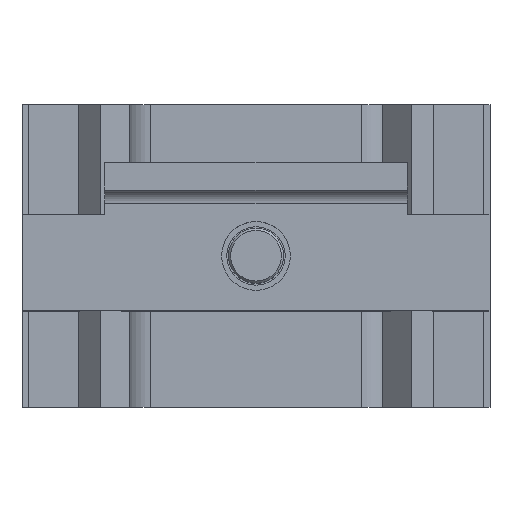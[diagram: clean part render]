
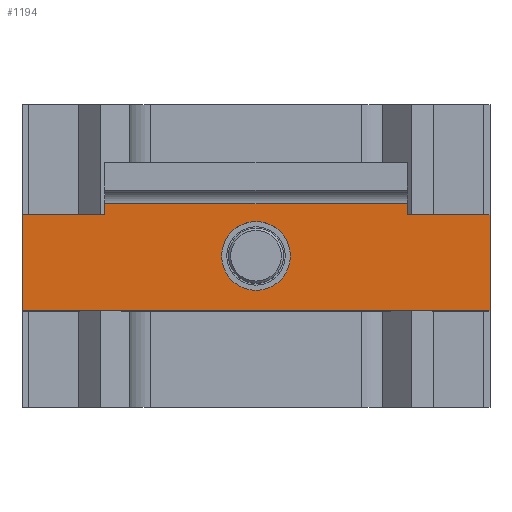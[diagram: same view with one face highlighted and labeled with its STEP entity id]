
A CAD part, top view. The second image highlights one B-rep face of the part: STEP entity #1194.
In plain terms, the highlighted planar face has unit normal (0, 0, 1).
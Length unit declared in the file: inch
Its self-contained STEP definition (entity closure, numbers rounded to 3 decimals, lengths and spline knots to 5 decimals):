
#15 = AXIS2_PLACEMENT_3D ( 'NONE', #513, #1835, #1002 ) ;
#34 = LINE ( 'NONE', #1657, #1664 ) ;
#35 = VERTEX_POINT ( 'NONE', #1164 ) ;
#96 = EDGE_CURVE ( 'NONE', #1789, #265, #1792, .T. ) ;
#100 = DIRECTION ( 'NONE',  ( -1., 0., 0. ) ) ;
#130 = DIRECTION ( 'NONE',  ( 1., 0., 0. ) ) ;
#248 = CARTESIAN_POINT ( 'NONE',  ( -0.6875, 0.238, 0.4075 ) ) ;
#265 = VERTEX_POINT ( 'NONE', #856 ) ;
#282 = DIRECTION ( 'NONE',  ( 0., 0., -1. ) ) ;
#300 = EDGE_CURVE ( 'NONE', #794, #2020, #384, .T. ) ;
#309 = EDGE_LOOP ( 'NONE', ( #453 ) ) ;
#338 = DIRECTION ( 'NONE',  ( 0., -1., 0. ) ) ;
#358 = CARTESIAN_POINT ( 'NONE',  ( 0., -0.15625, 0.4075 ) ) ;
#384 = LINE ( 'NONE', #696, #924 ) ;
#387 = CARTESIAN_POINT ( 'NONE',  ( -1.0625, 0.187, 0.4075 ) ) ;
#390 = ORIENTED_EDGE ( 'NONE', *, *, #1365, .T. ) ;
#453 = ORIENTED_EDGE ( 'NONE', *, *, #716, .T. ) ;
#481 = CARTESIAN_POINT ( 'NONE',  ( -0.6875, 0.187, 0.4075 ) ) ;
#483 = ORIENTED_EDGE ( 'NONE', *, *, #788, .T. ) ;
#513 = CARTESIAN_POINT ( 'NONE',  ( 1.0625, -0.25, 0.4075 ) ) ;
#536 = VERTEX_POINT ( 'NONE', #358 ) ;
#596 = VECTOR ( 'NONE', #100, 39.37008 ) ;
#604 = ORIENTED_EDGE ( 'NONE', *, *, #300, .T. ) ;
#677 = FACE_OUTER_BOUND ( 'NONE', #2040, .T. ) ;
#686 = DIRECTION ( 'NONE',  ( -1., 0., 0. ) ) ;
#696 = CARTESIAN_POINT ( 'NONE',  ( 1.0625, -0.25, 0.4075 ) ) ;
#702 = ORIENTED_EDGE ( 'NONE', *, *, #1157, .T. ) ;
#716 = EDGE_CURVE ( 'NONE', #536, #536, #1756, .T. ) ;
#734 = VECTOR ( 'NONE', #338, 39.37008 ) ;
#788 = EDGE_CURVE ( 'NONE', #923, #35, #1527, .T. ) ;
#794 = VERTEX_POINT ( 'NONE', #1020 ) ;
#856 = CARTESIAN_POINT ( 'NONE',  ( 0.6875, 0.238, 0.4075 ) ) ;
#872 = DIRECTION ( 'NONE',  ( 0., 1., 0. ) ) ;
#923 = VERTEX_POINT ( 'NONE', #387 ) ;
#924 = VECTOR ( 'NONE', #872, 39.37008 ) ;
#931 = ORIENTED_EDGE ( 'NONE', *, *, #1739, .T. ) ;
#962 = CARTESIAN_POINT ( 'NONE',  ( -0.6875, 0.187, 0.4075 ) ) ;
#991 = VERTEX_POINT ( 'NONE', #248 ) ;
#1000 = DIRECTION ( 'NONE',  ( 0., 1., 0. ) ) ;
#1002 = DIRECTION ( 'NONE',  ( 0., 1., 0. ) ) ;
#1020 = CARTESIAN_POINT ( 'NONE',  ( 1.0625, -0.25, 0.4075 ) ) ;
#1116 = CARTESIAN_POINT ( 'NONE',  ( 1.0625, 0.187, 0.4075 ) ) ;
#1146 = CARTESIAN_POINT ( 'NONE',  ( 0.6875, 0.187, 0.4075 ) ) ;
#1157 = EDGE_CURVE ( 'NONE', #2020, #1789, #34, .T. ) ;
#1164 = CARTESIAN_POINT ( 'NONE',  ( -1.0625, -0.25, 0.4075 ) ) ;
#1194 = ADVANCED_FACE ( 'NONE', ( #677, #1336 ), #1498, .T. ) ;
#1241 = CARTESIAN_POINT ( 'NONE',  ( 0., 0., 0.4075 ) ) ;
#1336 = FACE_BOUND ( 'NONE', #309, .T. ) ;
#1352 = DIRECTION ( 'NONE',  ( -1., 0., 0. ) ) ;
#1353 = CARTESIAN_POINT ( 'NONE',  ( -1.0625, -0.25, 0.4075 ) ) ;
#1365 = EDGE_CURVE ( 'NONE', #265, #991, #1545, .T. ) ;
#1368 = DIRECTION ( 'NONE',  ( 0., -1., 0. ) ) ;
#1441 = LINE ( 'NONE', #481, #734 ) ;
#1445 = CARTESIAN_POINT ( 'NONE',  ( 1.0625, -0.25, 0.4075 ) ) ;
#1473 = VECTOR ( 'NONE', #1352, 39.37008 ) ;
#1498 = PLANE ( 'NONE',  #15 ) ;
#1513 = ORIENTED_EDGE ( 'NONE', *, *, #1892, .T. ) ;
#1527 = LINE ( 'NONE', #1353, #1780 ) ;
#1545 = LINE ( 'NONE', #1555, #596 ) ;
#1555 = CARTESIAN_POINT ( 'NONE',  ( 1.0625, 0.238, 0.4075 ) ) ;
#1571 = LINE ( 'NONE', #1445, #1945 ) ;
#1627 = VECTOR ( 'NONE', #1000, 39.37008 ) ;
#1647 = ORIENTED_EDGE ( 'NONE', *, *, #96, .T. ) ;
#1657 = CARTESIAN_POINT ( 'NONE',  ( 1.0625, 0.187, 0.4075 ) ) ;
#1664 = VECTOR ( 'NONE', #686, 39.37008 ) ;
#1675 = CARTESIAN_POINT ( 'NONE',  ( 1.0625, 0.187, 0.4075 ) ) ;
#1739 = EDGE_CURVE ( 'NONE', #1813, #923, #2045, .T. ) ;
#1756 = CIRCLE ( 'NONE', #2064, 0.15625 ) ;
#1780 = VECTOR ( 'NONE', #1368, 39.37008 ) ;
#1789 = VERTEX_POINT ( 'NONE', #2021 ) ;
#1792 = LINE ( 'NONE', #1146, #1627 ) ;
#1813 = VERTEX_POINT ( 'NONE', #962 ) ;
#1835 = DIRECTION ( 'NONE',  ( 0., 0., 1. ) ) ;
#1892 = EDGE_CURVE ( 'NONE', #35, #794, #1571, .T. ) ;
#1945 = VECTOR ( 'NONE', #130, 39.37008 ) ;
#2006 = EDGE_CURVE ( 'NONE', #991, #1813, #1441, .T. ) ;
#2020 = VERTEX_POINT ( 'NONE', #1116 ) ;
#2021 = CARTESIAN_POINT ( 'NONE',  ( 0.6875, 0.187, 0.4075 ) ) ;
#2040 = EDGE_LOOP ( 'NONE', ( #604, #702, #1647, #390, #2042, #931, #483, #1513 ) ) ;
#2042 = ORIENTED_EDGE ( 'NONE', *, *, #2006, .T. ) ;
#2045 = LINE ( 'NONE', #1675, #1473 ) ;
#2060 = DIRECTION ( 'NONE',  ( 0., -1., 0. ) ) ;
#2064 = AXIS2_PLACEMENT_3D ( 'NONE', #1241, #282, #2060 ) ;
